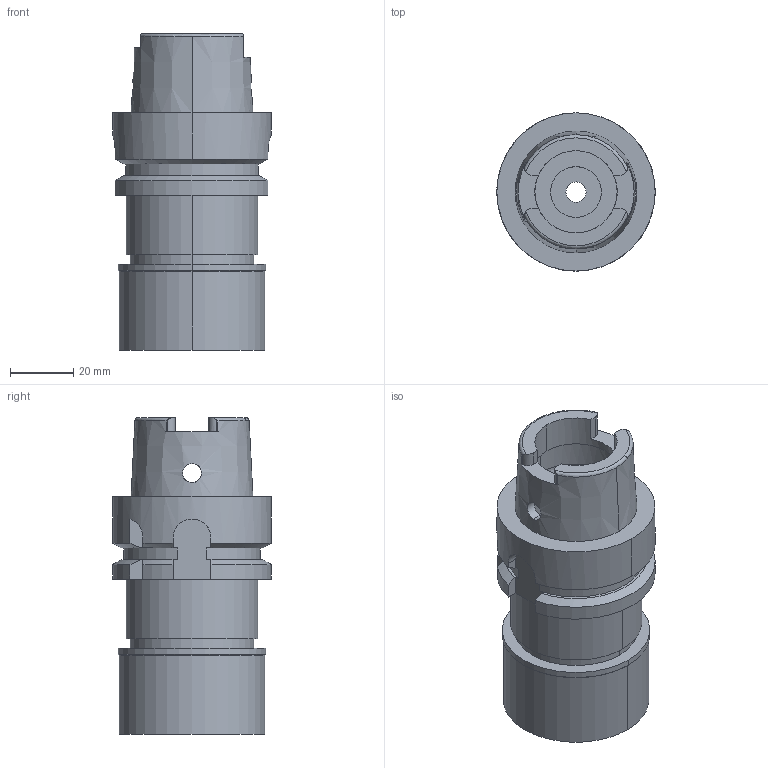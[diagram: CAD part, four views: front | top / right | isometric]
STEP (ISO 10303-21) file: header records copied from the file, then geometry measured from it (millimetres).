
FILE_DESCRIPTION((''),'2;1');
FILE_NAME('HA50MN20075-200_ASM','2018-03-02T',('ykawabe'),(''),'CREO PARAMETRIC BY PTC INC, 2016380','CREO PARAMETRIC BY PTC INC, 2016380','');
FILE_SCHEMA(('AUTOMOTIVE_DESIGN { 1 0 10303 214 1 1 1 1 }'));
Length unit declared in the file: millimetre
Products named in the file (5): HSK-A50-MEGA20N-75_1; NBC20-20_1; MGN20_1; DXF_TEMP_ASSY_ASM_4_ASM; HA50MN20075-200_ASM
Assembly tree (4 placements, depth 3):
  HA50MN20075-200_ASM
    DXF_TEMP_ASSY_ASM_4_ASM
      HSK-A50-MEGA20N-75_1
      NBC20-20_1
      MGN20_1
Bounding box: 50 x 50 x 100 mm (x, y, z)
Volume: 106473.5 mm3; surface area: 37761.5 mm2
Topology: 3 solids, 3 shells, 137 faces, 353 edges, 235 vertices
Faces by surface type: cylinder 61, plane 52, cone 20, torus 4
Entity records: 6362 total; most frequent: CARTESIAN_POINT 1044, DIRECTION 798, ORIENTED_EDGE 706, PRESENTATION_STYLE_ASSIGNMENT 361, STYLED_ITEM 361, CURVE_STYLE 358, EDGE_CURVE 353, AXIS2_PLACEMENT_3D 325
